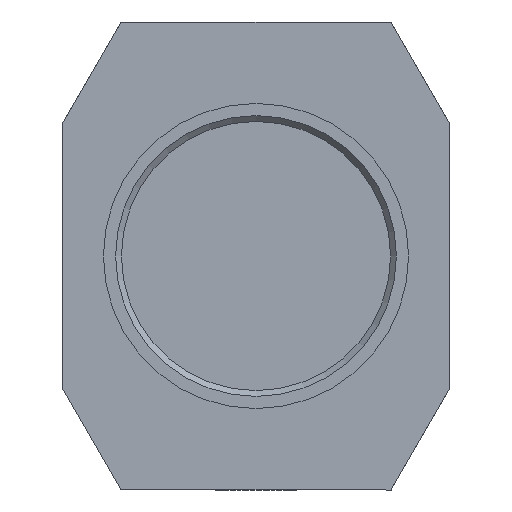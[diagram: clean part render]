
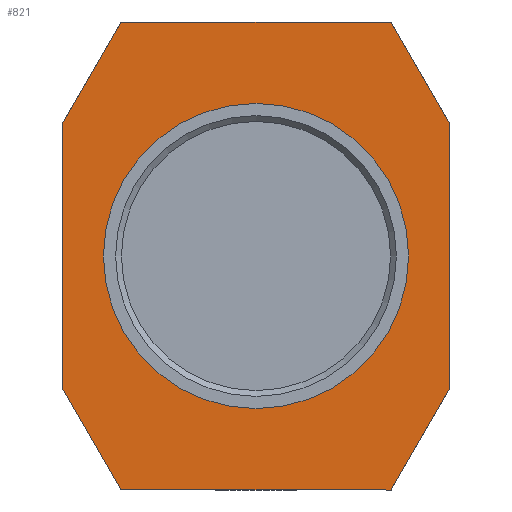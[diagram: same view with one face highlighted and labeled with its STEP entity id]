
A CAD part, left-side view. The second image highlights one B-rep face of the part: STEP entity #821.
In plain terms, the highlighted planar face has unit normal (-1, 0, 0).
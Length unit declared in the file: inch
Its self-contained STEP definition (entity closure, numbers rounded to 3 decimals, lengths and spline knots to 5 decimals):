
#739=CARTESIAN_POINT('',(-1.8,1.44338,0.0));
#740=DIRECTION('',(-1.0,0.0,0.0));
#741=DIRECTION('',(0.0,1.0,0.0));
#742=AXIS2_PLACEMENT_3D('',#739,#740,#741);
#743=PLANE('',#742);
#744=CARTESIAN_POINT('',(-1.8,1.031,-0.71426));
#745=VERTEX_POINT('',#744);
#746=CARTESIAN_POINT('',(-1.8,1.031,0.71426));
#747=VERTEX_POINT('',#746);
#748=CARTESIAN_POINT('',(-1.8,1.031,-0.71426));
#749=DIRECTION('',(0.0,0.0,1.0));
#750=VECTOR('',#749,1.42851);
#751=LINE('',#748,#750);
#752=EDGE_CURVE('',#745,#747,#751,.T.);
#753=ORIENTED_EDGE('',*,*,#752,.F.);
#754=CARTESIAN_POINT('',(-1.8,0.72169,-1.25));
#755=VERTEX_POINT('',#754);
#756=CARTESIAN_POINT('',(-1.8,0.72169,-1.25));
#757=DIRECTION('',(0.0,0.5,0.866));
#758=VECTOR('',#757,0.61862);
#759=LINE('',#756,#758);
#760=EDGE_CURVE('',#755,#745,#759,.T.);
#761=ORIENTED_EDGE('',*,*,#760,.F.);
#762=CARTESIAN_POINT('',(-1.8,-0.72169,-1.25));
#763=VERTEX_POINT('',#762);
#764=CARTESIAN_POINT('',(-1.8,-0.72169,-1.25));
#765=DIRECTION('',(0.0,1.0,0.0));
#766=VECTOR('',#765,1.44338);
#767=LINE('',#764,#766);
#768=EDGE_CURVE('',#763,#755,#767,.T.);
#769=ORIENTED_EDGE('',*,*,#768,.F.);
#770=CARTESIAN_POINT('',(-1.8,-1.031,-0.71426));
#771=VERTEX_POINT('',#770);
#772=CARTESIAN_POINT('',(-1.8,-1.031,-0.71426));
#773=DIRECTION('',(0.0,0.5,-0.866));
#774=VECTOR('',#773,0.61862);
#775=LINE('',#772,#774);
#776=EDGE_CURVE('',#771,#763,#775,.T.);
#777=ORIENTED_EDGE('',*,*,#776,.F.);
#778=CARTESIAN_POINT('',(-1.8,-1.031,0.71426));
#779=VERTEX_POINT('',#778);
#780=CARTESIAN_POINT('',(-1.8,-1.031,0.71426));
#781=DIRECTION('',(0.0,0.0,-1.0));
#782=VECTOR('',#781,1.42851);
#783=LINE('',#780,#782);
#784=EDGE_CURVE('',#779,#771,#783,.T.);
#785=ORIENTED_EDGE('',*,*,#784,.F.);
#786=CARTESIAN_POINT('',(-1.8,-0.72169,1.25));
#787=VERTEX_POINT('',#786);
#788=CARTESIAN_POINT('',(-1.8,-0.72169,1.25));
#789=DIRECTION('',(0.0,-0.5,-0.866));
#790=VECTOR('',#789,0.61862);
#791=LINE('',#788,#790);
#792=EDGE_CURVE('',#787,#779,#791,.T.);
#793=ORIENTED_EDGE('',*,*,#792,.F.);
#794=CARTESIAN_POINT('',(-1.8,0.72169,1.25));
#795=VERTEX_POINT('',#794);
#796=CARTESIAN_POINT('',(-1.8,0.72169,1.25));
#797=DIRECTION('',(0.0,-1.0,0.0));
#798=VECTOR('',#797,1.44338);
#799=LINE('',#796,#798);
#800=EDGE_CURVE('',#795,#787,#799,.T.);
#801=ORIENTED_EDGE('',*,*,#800,.F.);
#802=CARTESIAN_POINT('',(-1.8,1.031,0.71426));
#803=DIRECTION('',(0.0,-0.5,0.866));
#804=VECTOR('',#803,0.61862);
#805=LINE('',#802,#804);
#806=EDGE_CURVE('',#747,#795,#805,.T.);
#807=ORIENTED_EDGE('',*,*,#806,.F.);
#808=EDGE_LOOP('',(#753,#761,#769,#777,#785,#793,#801,#807));
#809=FACE_OUTER_BOUND('',#808,.T.);
#810=CARTESIAN_POINT('',(-1.8,0.815,0.0));
#811=VERTEX_POINT('',#810);
#812=CARTESIAN_POINT('',(-1.8,0.,0.0));
#813=DIRECTION('',(1.0,0.0,0.0));
#814=DIRECTION('',(0.0,-1.0,0.0));
#815=AXIS2_PLACEMENT_3D('',#812,#813,#814);
#816=CIRCLE('',#815,0.815);
#817=EDGE_CURVE('',#811,#811,#816,.T.);
#818=ORIENTED_EDGE('',*,*,#817,.T.);
#819=EDGE_LOOP('',(#818));
#820=FACE_BOUND('',#819,.T.);
#821=ADVANCED_FACE('',(#809,#820),#743,.T.);
